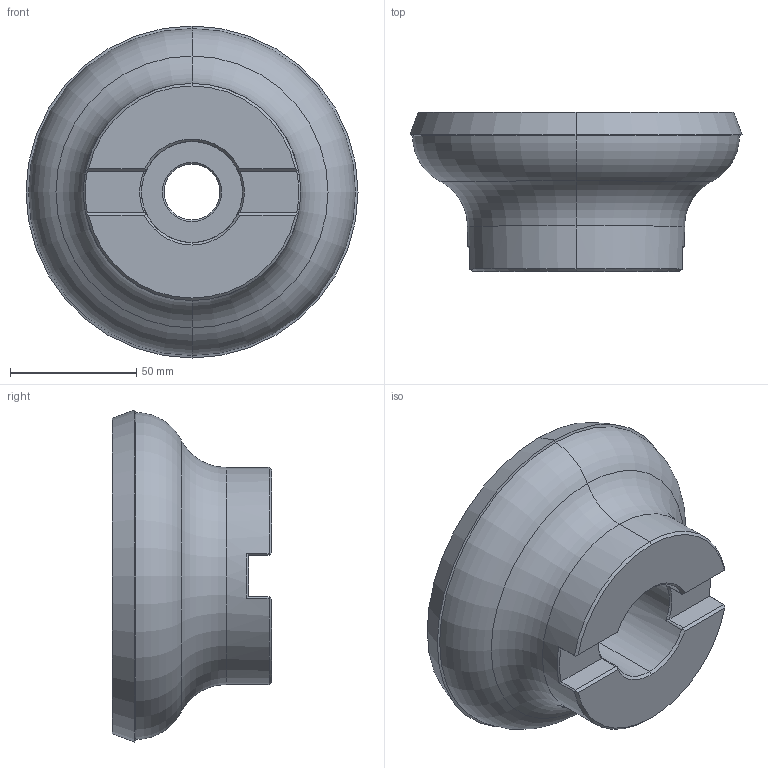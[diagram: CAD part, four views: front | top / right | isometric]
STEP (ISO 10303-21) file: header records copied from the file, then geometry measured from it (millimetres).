
FILE_DESCRIPTION (( 'STEP AP214' ), '1' );
FILE_NAME ('760M W D125-7.STEP', '2021-02-12T10:12:14', ( '' ), ( '' ), 'SwSTEP 2.0', 'SolidWorks 2016', '' );
FILE_SCHEMA (( 'AUTOMOTIVE_DESIGN' ));
Length unit declared in the file: millimetre
Products named in the file (1): 760M W D125-7
Bounding box: 131.49 x 63 x 131.49 mm (x, y, z)
Volume: 368181.7 mm3; surface area: 72261.4 mm2
Topology: 1 solids, 2 shells, 77 faces, 184 edges, 114 vertices
Faces by surface type: cone 28, plane 23, cylinder 16, torus 10
Entity records: 2334 total; most frequent: CARTESIAN_POINT 512, DIRECTION 388, ORIENTED_EDGE 368, EDGE_CURVE 184, AXIS2_PLACEMENT_3D 162, VERTEX_POINT 114, EDGE_LOOP 84, CIRCLE 84
